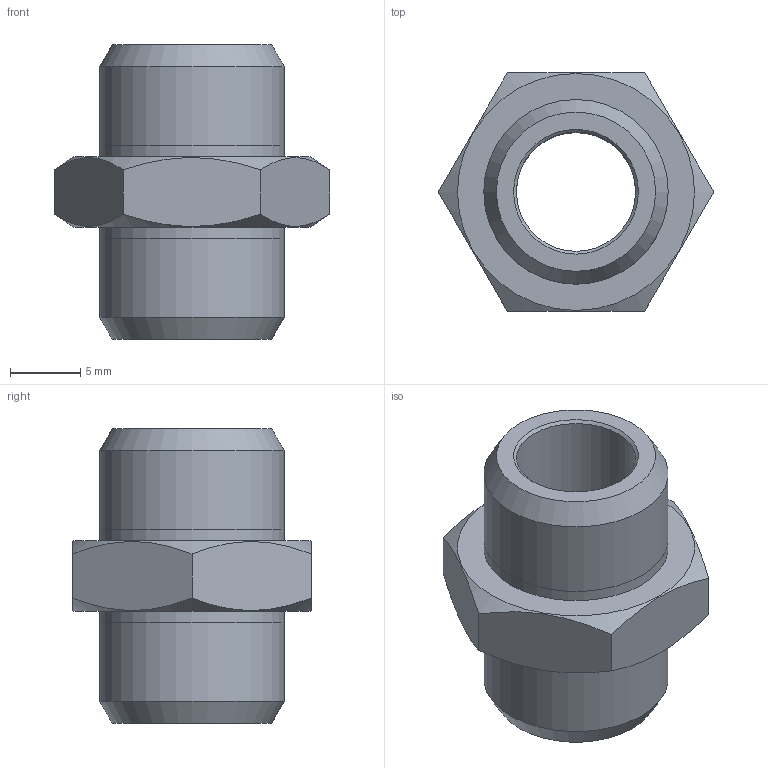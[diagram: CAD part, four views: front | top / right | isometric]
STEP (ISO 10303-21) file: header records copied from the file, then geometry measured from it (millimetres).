
FILE_DESCRIPTION(( 'RA.11.14.14.stp' ), '1');
FILE_NAME( 'RA.11.14.14.stp', '2018-09-27T17:28:20',( 'Sopra'),('sopra-pneumatic.com'), 'SwSTEP 2.0','SolidWorks 2009','' );
FILE_SCHEMA (('AUTOMOTIVE_DESIGN {1 0 10303 214 3 1 1}'));
Length unit declared in the file: millimetre
Products named in the file (1): NC26014NI
Bounding box: 19.63 x 17 x 21 mm (x, y, z)
Volume: 2164.5 mm3; surface area: 1808.9 mm2
Topology: 1 solids, 1 shells, 21 faces, 44 edges, 27 vertices
Faces by surface type: plane 10, cone 6, cylinder 5
Full cylindrical faces by diameter (mm): 8.5 x1, 13.157 x4
Entity records: 703 total; most frequent: CARTESIAN_POINT 140, DIRECTION 78, ORIENTED_EDGE 64, EDGE_LOOP 36, FACE_BOUND 36, AXIS2_PLACEMENT_3D 36, EDGE_CURVE 32, VERTEX_POINT 26
